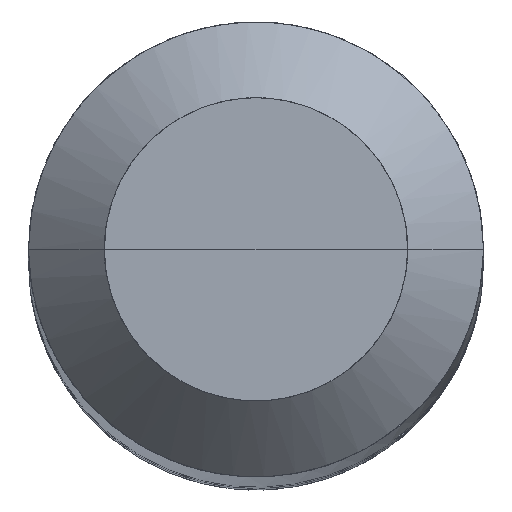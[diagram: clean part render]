
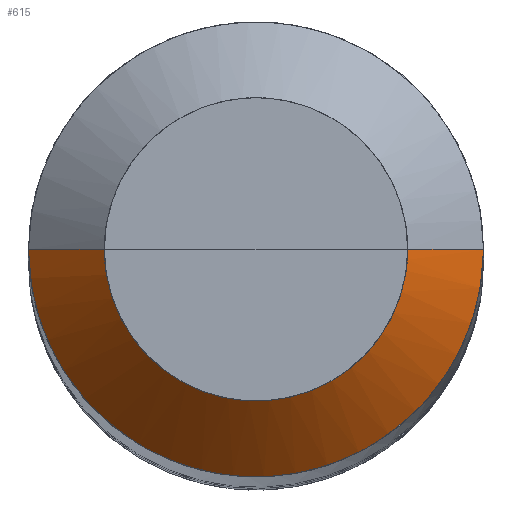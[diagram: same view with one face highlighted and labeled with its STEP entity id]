
A CAD part, top view. The second image highlights one B-rep face of the part: STEP entity #615.
In plain terms, the highlighted free-form (B-spline) face has degree [1, 2] with [2, 5] control points.
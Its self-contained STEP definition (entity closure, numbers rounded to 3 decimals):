
#276=CARTESIAN_POINT('',(1.5,0.0,42.5));
#280=CARTESIAN_POINT('',(-1.5,0.0,42.5));
#281=CARTESIAN_POINT('',(1.0,0.0,43.0));
#285=CARTESIAN_POINT('',(-1.0,0.0,43.0));
#290=CARTESIAN_POINT('',(-1.5,-1.5,42.5));
#291=CARTESIAN_POINT('',(0.0,-1.5,42.5));
#292=CARTESIAN_POINT('',(1.5,-1.5,42.5));
#293=CARTESIAN_POINT('',(-1.0,-1.0,43.0));
#294=CARTESIAN_POINT('',(0.0,-1.0,43.0));
#295=CARTESIAN_POINT('',(1.0,-1.0,43.0));
#596=(
BOUNDED_SURFACE()
B_SPLINE_SURFACE(1,2,(
(#280,#290,#291,#292,#276),
(#285,#293,#294,#295,#281)
), .UNSPECIFIED.,.F.,.F.,.F.)
B_SPLINE_SURFACE_WITH_KNOTS((2,2),(3,2,3),(
0.0,1.0),(
0.0,0.5,1.0), .UNSPECIFIED.)
GEOMETRIC_REPRESENTATION_ITEM()
RATIONAL_B_SPLINE_SURFACE(((1.0,0.707,1.0,0.707,1.0),
(1.0,0.707,1.0,0.707,1.0)
))
REPRESENTATION_ITEM('')
SURFACE()
);
#597=(
BOUNDED_CURVE()
B_SPLINE_CURVE(2,(#276,#292,#291,#290,#280),.UNSPECIFIED.,.F.,.F.)
B_SPLINE_CURVE_WITH_KNOTS((3,2,3),
(0.0,0.5,1.0),.UNSPECIFIED.)
CURVE()
GEOMETRIC_REPRESENTATION_ITEM()
RATIONAL_B_SPLINE_CURVE((1.0,0.707,1.0,0.707,1.0))
REPRESENTATION_ITEM('')
);
#598=(
BOUNDED_CURVE()
B_SPLINE_CURVE(1,(#280,#285),.UNSPECIFIED.,.F.,.F.)
B_SPLINE_CURVE_WITH_KNOTS((2,2),
(0.0,1.0),.UNSPECIFIED.)
CURVE()
GEOMETRIC_REPRESENTATION_ITEM()
RATIONAL_B_SPLINE_CURVE((1.0,1.0))
REPRESENTATION_ITEM('')
);
#599=(
BOUNDED_CURVE()
B_SPLINE_CURVE(2,(#285,#293,#294,#295,#281),.UNSPECIFIED.,.F.,.F.)
B_SPLINE_CURVE_WITH_KNOTS((3,2,3),
(0.0,0.5,1.0),.UNSPECIFIED.)
CURVE()
GEOMETRIC_REPRESENTATION_ITEM()
RATIONAL_B_SPLINE_CURVE((1.0,0.707,1.0,0.707,1.0))
REPRESENTATION_ITEM('')
);
#600=(
BOUNDED_CURVE()
B_SPLINE_CURVE(1,(#281,#276),.UNSPECIFIED.,.F.,.F.)
B_SPLINE_CURVE_WITH_KNOTS((2,2),
(0.0,1.0),.UNSPECIFIED.)
CURVE()
GEOMETRIC_REPRESENTATION_ITEM()
RATIONAL_B_SPLINE_CURVE((1.0,1.0))
REPRESENTATION_ITEM('')
);
#601=VERTEX_POINT('',#276);
#602=VERTEX_POINT('',#280);
#603=VERTEX_POINT('',#281);
#604=VERTEX_POINT('',#285);
#605=EDGE_CURVE('',#601,#602,#597,.T.);
#606=EDGE_CURVE('',#602,#604,#598,.T.);
#607=EDGE_CURVE('',#604,#603,#599,.T.);
#608=EDGE_CURVE('',#603,#601,#600,.T.);
#609=ORIENTED_EDGE('',*,*,#605,.T.);
#610=ORIENTED_EDGE('',*,*,#606,.T.);
#611=ORIENTED_EDGE('',*,*,#607,.T.);
#612=ORIENTED_EDGE('',*,*,#608,.T.);
#613=EDGE_LOOP('',(#609,#610,#611,#612));
#614=FACE_OUTER_BOUND('',#613,.T.);
#615=ADVANCED_FACE('',(#614),#596,.T.);
